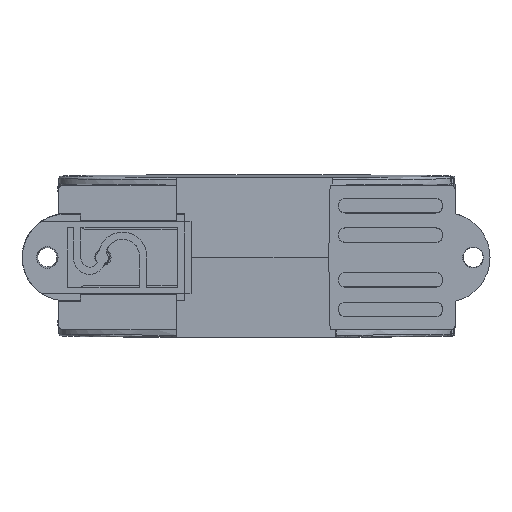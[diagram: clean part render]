
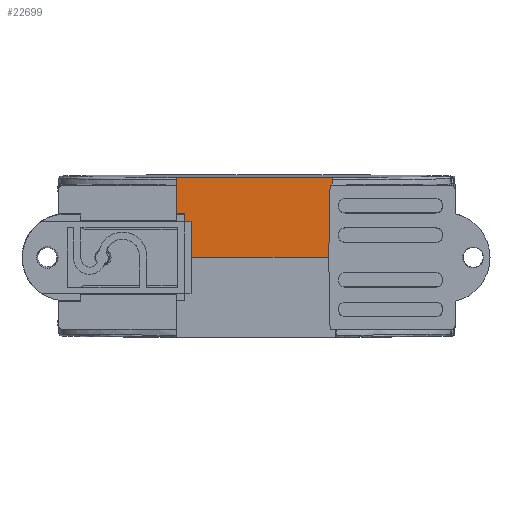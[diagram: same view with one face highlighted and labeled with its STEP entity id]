
A CAD part, front view. The second image highlights one B-rep face of the part: STEP entity #22699.
In plain terms, the highlighted planar face has unit normal (0, -1, 0).
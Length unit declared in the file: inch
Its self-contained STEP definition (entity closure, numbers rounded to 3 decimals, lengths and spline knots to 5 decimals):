
#44 = CARTESIAN_POINT ( 'NONE',  ( 0.70335, 0., -0.35973 ) ) ;
#64 = CARTESIAN_POINT ( 'NONE',  ( -0.70986, 0., 0.03177 ) ) ;
#146 = DIRECTION ( 'NONE',  ( -1., 0., 0. ) ) ;
#170 = DIRECTION ( 'NONE',  ( 0.017, 0., -1. ) ) ;
#707 = EDGE_CURVE ( 'NONE', #40319, #29707, #32359, .T. ) ;
#723 = VERTEX_POINT ( 'NONE', #16303 ) ;
#2851 = ORIENTED_EDGE ( 'NONE', *, *, #26629, .F. ) ;
#3965 = DIRECTION ( 'NONE',  ( 1., 0., 0. ) ) ;
#4295 = EDGE_CURVE ( 'NONE', #32586, #723, #6213, .T. ) ;
#4648 = EDGE_LOOP ( 'NONE', ( #8299, #37198, #10553, #33438, #2851, #7465, #21527 ) ) ;
#5002 = DIRECTION ( 'NONE',  ( -0.017, 0., 1. ) ) ;
#5426 = AXIS2_PLACEMENT_3D ( 'NONE', #24631, #36952, #21284 ) ;
#5968 = VECTOR ( 'NONE', #170, 39.37008 ) ;
#6213 = LINE ( 'NONE', #38535, #30477 ) ;
#6845 = CARTESIAN_POINT ( 'NONE',  ( -0.71555, 0., 0.35768 ) ) ;
#7465 = ORIENTED_EDGE ( 'NONE', *, *, #22951, .F. ) ;
#7805 = LINE ( 'NONE', #20539, #17359 ) ;
#8299 = ORIENTED_EDGE ( 'NONE', *, *, #28655, .F. ) ;
#8409 = CARTESIAN_POINT ( 'NONE',  ( -0.70319, 0., -0.35028 ) ) ;
#8797 = VERTEX_POINT ( 'NONE', #8409 ) ;
#10382 = VECTOR ( 'NONE', #3965, 39.37008 ) ;
#10553 = ORIENTED_EDGE ( 'NONE', *, *, #11762, .T. ) ;
#11762 = EDGE_CURVE ( 'NONE', #40319, #39846, #13722, .T. ) ;
#13557 = DIRECTION ( 'NONE',  ( -0.017, 0., -1. ) ) ;
#13679 = VECTOR ( 'NONE', #5002, 39.37008 ) ;
#13722 = LINE ( 'NONE', #6845, #5968 ) ;
#15573 = LINE ( 'NONE', #33581, #13679 ) ;
#15890 = CARTESIAN_POINT ( 'NONE',  ( -1.77354, 0., 0.35768 ) ) ;
#16303 = CARTESIAN_POINT ( 'NONE',  ( -0.70319, 0., -0.35973 ) ) ;
#17283 = CARTESIAN_POINT ( 'NONE',  ( -0.70319, 0., -0.35973 ) ) ;
#17359 = VECTOR ( 'NONE', #17623, 39.37008 ) ;
#17623 = DIRECTION ( 'NONE',  ( -0.017, 0., 1. ) ) ;
#17956 = PLANE ( 'NONE',  #5426 ) ;
#19200 = EDGE_CURVE ( 'NONE', #33171, #39846, #15573, .T. ) ;
#20029 = LINE ( 'NONE', #22962, #29447 ) ;
#20539 = CARTESIAN_POINT ( 'NONE',  ( -0.70319, 0., -0.35028 ) ) ;
#20622 = LINE ( 'NONE', #17283, #31452 ) ;
#21284 = DIRECTION ( 'NONE',  ( 0., 0., 1. ) ) ;
#21527 = ORIENTED_EDGE ( 'NONE', *, *, #4295, .F. ) ;
#22699 = ADVANCED_FACE ( 'NONE', ( #31090 ), #17956, .F. ) ;
#22951 = EDGE_CURVE ( 'NONE', #723, #8797, #20622, .T. ) ;
#22962 = CARTESIAN_POINT ( 'NONE',  ( 0.71523, 0., 0.35768 ) ) ;
#23553 = DIRECTION ( 'NONE',  ( 0., 0., 1. ) ) ;
#23620 = CARTESIAN_POINT ( 'NONE',  ( 0.71523, 0., 0.35768 ) ) ;
#24631 = CARTESIAN_POINT ( 'NONE',  ( -0.71555, 0., -0.35973 ) ) ;
#26629 = EDGE_CURVE ( 'NONE', #8797, #33171, #7805, .T. ) ;
#28655 = EDGE_CURVE ( 'NONE', #29707, #32586, #20029, .T. ) ;
#29447 = VECTOR ( 'NONE', #13557, 39.37008 ) ;
#29707 = VERTEX_POINT ( 'NONE', #23620 ) ;
#30477 = VECTOR ( 'NONE', #146, 39.37008 ) ;
#31090 = FACE_OUTER_BOUND ( 'NONE', #4648, .T. ) ;
#31452 = VECTOR ( 'NONE', #23553, 39.37008 ) ;
#32359 = LINE ( 'NONE', #15890, #10382 ) ;
#32586 = VERTEX_POINT ( 'NONE', #44 ) ;
#33171 = VERTEX_POINT ( 'NONE', #38131 ) ;
#33438 = ORIENTED_EDGE ( 'NONE', *, *, #19200, .F. ) ;
#33581 = CARTESIAN_POINT ( 'NONE',  ( -0.70738, 0., -0.11049 ) ) ;
#36952 = DIRECTION ( 'NONE',  ( 0., 1., 0. ) ) ;
#37198 = ORIENTED_EDGE ( 'NONE', *, *, #707, .F. ) ;
#37603 = CARTESIAN_POINT ( 'NONE',  ( -0.71555, 0., 0.35768 ) ) ;
#38131 = CARTESIAN_POINT ( 'NONE',  ( -0.70738, 0., -0.11049 ) ) ;
#38535 = CARTESIAN_POINT ( 'NONE',  ( -0.71555, 0., -0.35973 ) ) ;
#39846 = VERTEX_POINT ( 'NONE', #64 ) ;
#40319 = VERTEX_POINT ( 'NONE', #37603 ) ;
